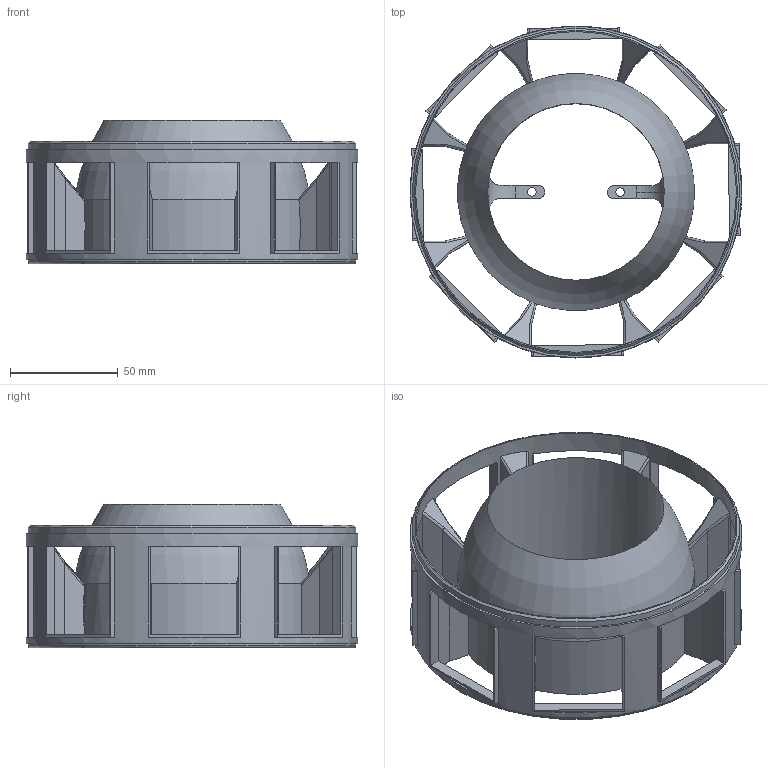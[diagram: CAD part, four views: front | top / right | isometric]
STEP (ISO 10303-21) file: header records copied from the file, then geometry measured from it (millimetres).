
FILE_DESCRIPTION(('HOOPS Exchange Step'),'2;1');
FILE_NAME('temp_export','2024-11-02T23:47:02+20:00',('tomgrant'),('Shapr3D Limited'),'HOOPS Exchange 2023.1','Shapr3D','Authorized');
FILE_SCHEMA( ('AUTOMOTIVE_DESIGN { 1 0 10303 214 1 1 1 1 }') );
Length unit declared in the file: millimetre
Products named in the file (1): root
Bounding box: 154 x 154 x 66.69 mm (x, y, z)
Volume: 300614.5 mm3; surface area: 98472.5 mm2
Topology: 1 solids, 1 shells, 269 faces, 770 edges, 500 vertices
Faces by surface type: plane 197, cylinder 63, torus 8, cone 1
Full cylindrical faces by diameter (mm): 4 x2, 6.3 x4, 82 x1, 149 x1, 152 x2, 154 x1
Entity records: 9604 total; most frequent: CARTESIAN_POINT 2446, ORIENTED_EDGE 1540, DIRECTION 1445, EDGE_CURVE 770, VERTEX_POINT 500, VECTOR 489, LINE 489, AXIS2_PLACEMENT_3D 478
